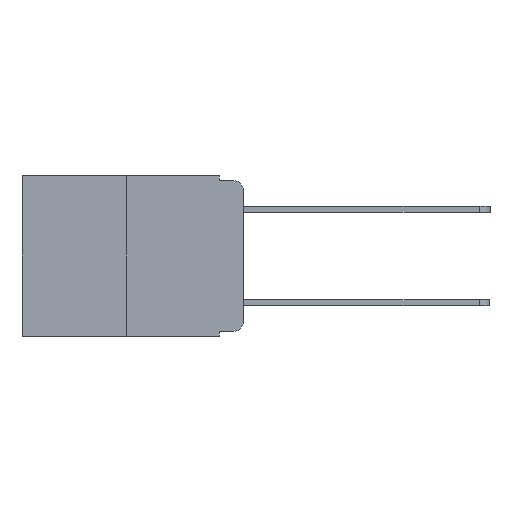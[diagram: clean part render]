
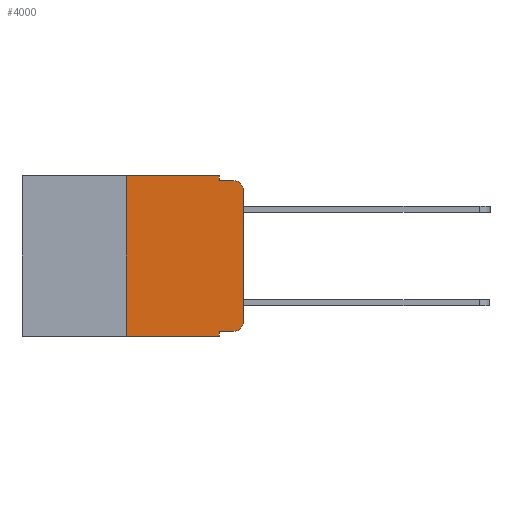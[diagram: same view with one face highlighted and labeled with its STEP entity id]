
A CAD part, left-side view. The second image highlights one B-rep face of the part: STEP entity #4000.
In plain terms, the highlighted planar face has unit normal (-1, 0, 0).
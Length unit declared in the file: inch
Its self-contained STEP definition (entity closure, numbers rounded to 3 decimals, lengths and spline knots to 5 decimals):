
#372 = CIRCLE ( 'NONE', #15385, 0.02 ) ;
#627 = CARTESIAN_POINT ( 'NONE',  ( 0., 0.02, -0.01 ) ) ;
#642 = LINE ( 'NONE', #4983, #10156 ) ;
#997 = DIRECTION ( 'NONE',  ( 0., -1., 0. ) ) ;
#1120 = CARTESIAN_POINT ( 'NONE',  ( 0., 0.25, -0.343 ) ) ;
#1370 = ORIENTED_EDGE ( 'NONE', *, *, #15461, .T. ) ;
#1401 = ORIENTED_EDGE ( 'NONE', *, *, #20635, .F. ) ;
#1582 = CARTESIAN_POINT ( 'NONE',  ( 0., 0.02, -0.03 ) ) ;
#1731 = VECTOR ( 'NONE', #5296, 39.37008 ) ;
#1805 = VERTEX_POINT ( 'NONE', #12469 ) ;
#1917 = EDGE_CURVE ( 'NONE', #13581, #9138, #2593, .T. ) ;
#2218 = FACE_OUTER_BOUND ( 'NONE', #22244, .T. ) ;
#2436 = DIRECTION ( 'NONE',  ( 0., 0., 1. ) ) ;
#2593 = LINE ( 'NONE', #11015, #20251 ) ;
#2598 = CARTESIAN_POINT ( 'NONE',  ( 0., 0.02, -0.313 ) ) ;
#2624 = EDGE_CURVE ( 'NONE', #6394, #13581, #19955, .T. ) ;
#3378 = DIRECTION ( 'NONE',  ( 0., 0., -1. ) ) ;
#3563 = EDGE_CURVE ( 'NONE', #4853, #6158, #5886, .T. ) ;
#4000 = ADVANCED_FACE ( 'NONE', ( #2218 ), #9136, .F. ) ;
#4151 = ORIENTED_EDGE ( 'NONE', *, *, #3563, .F. ) ;
#4172 = CARTESIAN_POINT ( 'NONE',  ( 0., 0.051, -0.01 ) ) ;
#4398 = DIRECTION ( 'NONE',  ( 0., 0., -1. ) ) ;
#4844 = VERTEX_POINT ( 'NONE', #4172 ) ;
#4853 = VERTEX_POINT ( 'NONE', #21776 ) ;
#4983 = CARTESIAN_POINT ( 'NONE',  ( 0., 0.051, 0. ) ) ;
#5296 = DIRECTION ( 'NONE',  ( 0., 0., 1. ) ) ;
#5560 = CARTESIAN_POINT ( 'NONE',  ( 0., 0.473, 0. ) ) ;
#5721 = EDGE_CURVE ( 'NONE', #22069, #21682, #21427, .T. ) ;
#5886 = LINE ( 'NONE', #14881, #19396 ) ;
#5892 = EDGE_CURVE ( 'NONE', #4844, #21682, #19297, .T. ) ;
#6158 = VERTEX_POINT ( 'NONE', #13070 ) ;
#6309 = LINE ( 'NONE', #8120, #15169 ) ;
#6394 = VERTEX_POINT ( 'NONE', #1120 ) ;
#7943 = AXIS2_PLACEMENT_3D ( 'NONE', #5560, #21359, #10948 ) ;
#8120 = CARTESIAN_POINT ( 'NONE',  ( 0., 0.051, -0.333 ) ) ;
#8400 = ORIENTED_EDGE ( 'NONE', *, *, #1917, .F. ) ;
#8711 = VECTOR ( 'NONE', #12636, 39.37008 ) ;
#9106 = CARTESIAN_POINT ( 'NONE',  ( 0., 0.473, -0.343 ) ) ;
#9136 = PLANE ( 'NONE',  #7943 ) ;
#9138 = VERTEX_POINT ( 'NONE', #17185 ) ;
#10156 = VECTOR ( 'NONE', #13831, 39.37008 ) ;
#10336 = EDGE_CURVE ( 'NONE', #13794, #22069, #15013, .T. ) ;
#10604 = ORIENTED_EDGE ( 'NONE', *, *, #13878, .T. ) ;
#10948 = DIRECTION ( 'NONE',  ( 0., 0., -1. ) ) ;
#10951 = DIRECTION ( 'NONE',  ( 0., -1., 0. ) ) ;
#11015 = CARTESIAN_POINT ( 'NONE',  ( 0., 0.473, 0. ) ) ;
#11443 = CARTESIAN_POINT ( 'NONE',  ( 0., 0., 0. ) ) ;
#12409 = CARTESIAN_POINT ( 'NONE',  ( 0., 0., -0.03 ) ) ;
#12469 = CARTESIAN_POINT ( 'NONE',  ( 0., 0.02, -0.333 ) ) ;
#12636 = DIRECTION ( 'NONE',  ( 0., -1., 0. ) ) ;
#13070 = CARTESIAN_POINT ( 'NONE',  ( 0., 0.051, -0.343 ) ) ;
#13378 = ORIENTED_EDGE ( 'NONE', *, *, #5892, .F. ) ;
#13581 = VERTEX_POINT ( 'NONE', #15813 ) ;
#13794 = VERTEX_POINT ( 'NONE', #19959 ) ;
#13831 = DIRECTION ( 'NONE',  ( 0., 0., -1. ) ) ;
#13878 = EDGE_CURVE ( 'NONE', #1805, #13794, #372, .T. ) ;
#14017 = DIRECTION ( 'NONE',  ( -1., 0., 0. ) ) ;
#14098 = VECTOR ( 'NONE', #10951, 39.37008 ) ;
#14740 = ORIENTED_EDGE ( 'NONE', *, *, #10336, .T. ) ;
#14881 = CARTESIAN_POINT ( 'NONE',  ( 0., 0.051, 0. ) ) ;
#14955 = DIRECTION ( 'NONE',  ( 0., 0., -1. ) ) ;
#15013 = LINE ( 'NONE', #11443, #19131 ) ;
#15036 = DIRECTION ( 'NONE',  ( -1., 0., 0. ) ) ;
#15169 = VECTOR ( 'NONE', #997, 39.37008 ) ;
#15385 = AXIS2_PLACEMENT_3D ( 'NONE', #2598, #15036, #4398 ) ;
#15461 = EDGE_CURVE ( 'NONE', #6394, #6158, #22083, .T. ) ;
#15813 = CARTESIAN_POINT ( 'NONE',  ( 0., 0.25, 0. ) ) ;
#16152 = DIRECTION ( 'NONE',  ( 0., -1., 0. ) ) ;
#16427 = AXIS2_PLACEMENT_3D ( 'NONE', #1582, #14017, #3378 ) ;
#17185 = CARTESIAN_POINT ( 'NONE',  ( 0., 0.051, 0. ) ) ;
#18020 = ORIENTED_EDGE ( 'NONE', *, *, #2624, .F. ) ;
#18844 = ORIENTED_EDGE ( 'NONE', *, *, #19557, .T. ) ;
#19131 = VECTOR ( 'NONE', #2436, 39.37008 ) ;
#19297 = LINE ( 'NONE', #21363, #14098 ) ;
#19396 = VECTOR ( 'NONE', #14955, 39.37008 ) ;
#19557 = EDGE_CURVE ( 'NONE', #4853, #1805, #6309, .T. ) ;
#19955 = LINE ( 'NONE', #22752, #1731 ) ;
#19959 = CARTESIAN_POINT ( 'NONE',  ( 0., 0., -0.313 ) ) ;
#20251 = VECTOR ( 'NONE', #16152, 39.37008 ) ;
#20434 = ORIENTED_EDGE ( 'NONE', *, *, #5721, .T. ) ;
#20635 = EDGE_CURVE ( 'NONE', #9138, #4844, #642, .T. ) ;
#21359 = DIRECTION ( 'NONE',  ( 1., 0., 0. ) ) ;
#21363 = CARTESIAN_POINT ( 'NONE',  ( 0., 0.051, -0.01 ) ) ;
#21427 = CIRCLE ( 'NONE', #16427, 0.02 ) ;
#21682 = VERTEX_POINT ( 'NONE', #627 ) ;
#21776 = CARTESIAN_POINT ( 'NONE',  ( 0., 0.051, -0.333 ) ) ;
#22069 = VERTEX_POINT ( 'NONE', #12409 ) ;
#22083 = LINE ( 'NONE', #9106, #8711 ) ;
#22244 = EDGE_LOOP ( 'NONE', ( #14740, #20434, #13378, #1401, #8400, #18020, #1370, #4151, #18844, #10604 ) ) ;
#22752 = CARTESIAN_POINT ( 'NONE',  ( 0., 0.25, 0. ) ) ;
